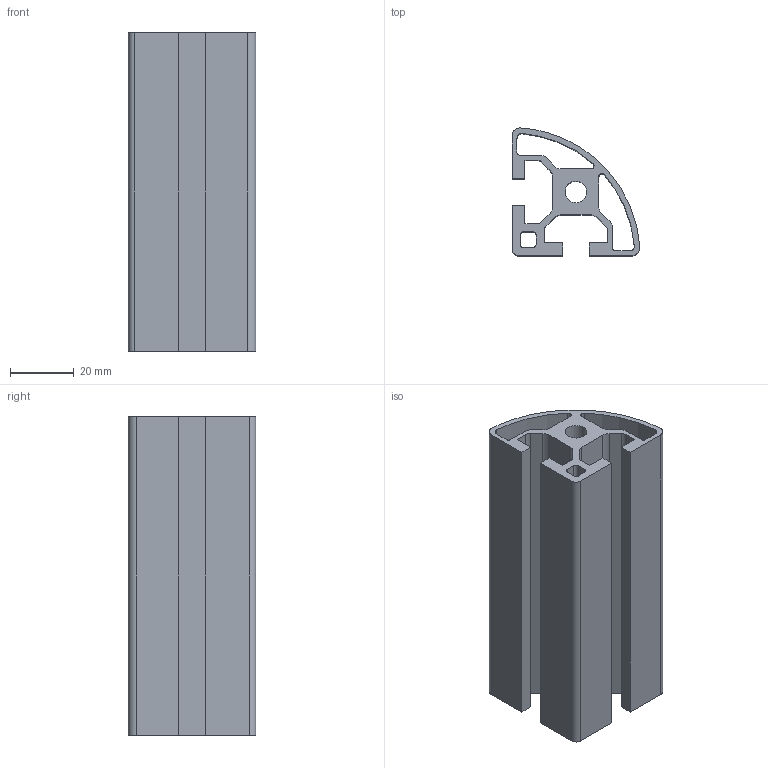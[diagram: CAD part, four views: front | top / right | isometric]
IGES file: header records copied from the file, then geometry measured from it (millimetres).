
Global section: file name: 154020; native system: Autodesk Inventor 2024; preprocessor: unknown; author: jiri.spacek; date: 20260310.161607; units: millimetre
Bounding box: 40.11 x 40.11 x 100 mm (x, y, z)
Volume: 52810 mm3; surface area: 39624 mm2
Topology: 1 solids, 1 shells, 65 faces, 191 edges, 128 vertices
Faces by surface type: bspline 65
